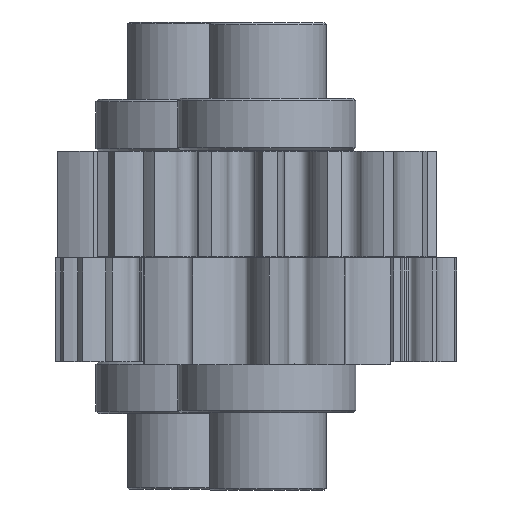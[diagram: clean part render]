
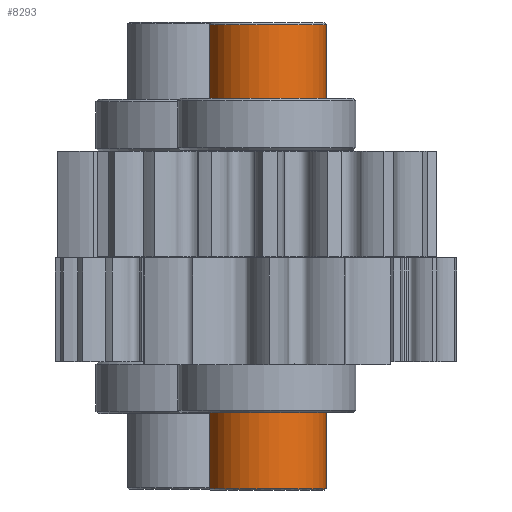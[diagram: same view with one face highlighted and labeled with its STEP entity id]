
A CAD part, left-side view. The second image highlights one B-rep face of the part: STEP entity #8293.
In plain terms, the highlighted cylindrical face has radius 4 mm (diameter 8 mm), a partial arc.
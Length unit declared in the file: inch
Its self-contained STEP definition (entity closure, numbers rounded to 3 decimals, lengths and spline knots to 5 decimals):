
#1221=FACE_OUTER_BOUND('',#1707,.T.);
#1707=EDGE_LOOP('',(#7755,#7756,#7757,#7758));
#2432=LINE('',#40525,#3163);
#2438=LINE('',#40548,#3169);
#3163=VECTOR('',#10669,39.37008);
#3169=VECTOR('',#10683,39.37008);
#3364=CIRCLE('',#8894,0.15748);
#3366=CIRCLE('',#8902,0.15748);
#4165=VERTEX_POINT('',#40505);
#4168=VERTEX_POINT('',#40512);
#4171=VERTEX_POINT('',#40524);
#4176=VERTEX_POINT('',#40543);
#5356=EDGE_CURVE('',#4168,#4165,#3364,.T.);
#5360=EDGE_CURVE('',#4171,#4165,#2432,.T.);
#5369=EDGE_CURVE('',#4176,#4168,#2438,.T.);
#5370=EDGE_CURVE('',#4176,#4171,#3366,.T.);
#7755=ORIENTED_EDGE('',*,*,#5356,.F.);
#7756=ORIENTED_EDGE('',*,*,#5369,.F.);
#7757=ORIENTED_EDGE('',*,*,#5370,.T.);
#7758=ORIENTED_EDGE('',*,*,#5360,.T.);
#7845=CYLINDRICAL_SURFACE('',#8903,0.15748);
#8293=ADVANCED_FACE('',(#1221),#7845,.T.);
#8894=AXIS2_PLACEMENT_3D('',#40516,#10660,#10661);
#8902=AXIS2_PLACEMENT_3D('',#40550,#10686,#10687);
#8903=AXIS2_PLACEMENT_3D('',#40551,#10688,#10689);
#10660=DIRECTION('center_axis',(0.,0.,
-1.));
#10661=DIRECTION('ref_axis',(-1.,0.,0.));
#10669=DIRECTION('',(0.,0.,-1.));
#10683=DIRECTION('',(0.,0.,-1.));
#10686=DIRECTION('center_axis',(0.,0.,-1.));
#10687=DIRECTION('ref_axis',(1.,0.,0.));
#10688=DIRECTION('center_axis',(0.,0.,-1.));
#10689=DIRECTION('ref_axis',(0.,-1.,0.));
#40505=CARTESIAN_POINT('',(-0.03937,0.15248,4.67104));
#40512=CARTESIAN_POINT('',(0.03937,0.15248,4.67104));
#40516=CARTESIAN_POINT('Origin',(0.,0.,4.67104));
#40524=CARTESIAN_POINT('',(-0.03937,0.15248,5.90079));
#40525=CARTESIAN_POINT('',(-0.03937,0.15248,5.90551));
#40543=CARTESIAN_POINT('',(0.03937,0.15248,5.90079));
#40548=CARTESIAN_POINT('',(0.03937,0.15248,5.90551));
#40550=CARTESIAN_POINT('Origin',(0.,0.,5.90079));
#40551=CARTESIAN_POINT('Origin',(0.,0.,5.90551));
